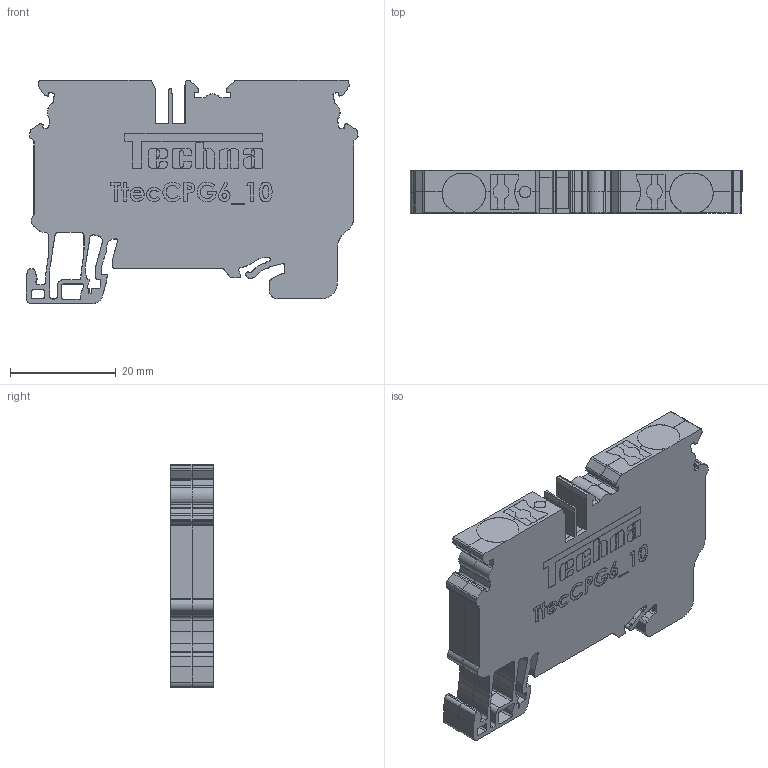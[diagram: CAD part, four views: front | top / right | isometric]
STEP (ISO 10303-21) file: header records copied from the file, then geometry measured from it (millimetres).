
FILE_DESCRIPTION (( 'STEP AP214' ), '1' );
FILE_NAME ('TtecCPG6_10.STEP', '2020-07-03T09:18:10', ( '' ), ( '' ), 'SwSTEP 2.0', 'SolidWorks 2020', '' );
FILE_SCHEMA (( 'AUTOMOTIVE_DESIGN' ));
Length unit declared in the file: millimetre
Products named in the file (1): TtecCPG6_10
Bounding box: 62.75 x 8 x 42.2 mm (x, y, z)
Volume: 16426.1 mm3; surface area: 7300.8 mm2
Topology: 1 solids, 1 shells, 1104 faces, 3156 edges, 2104 vertices
Faces by surface type: plane 585, cylinder 401, bspline 118
Entity records: 51302 total; most frequent: CARTESIAN_POINT 13923, ORIENTED_EDGE 6312, DIRECTION 5704, EDGE_CURVE 3156, LINE 2110, VECTOR 2110, VERTEX_POINT 2104, AXIS2_PLACEMENT_3D 1797
